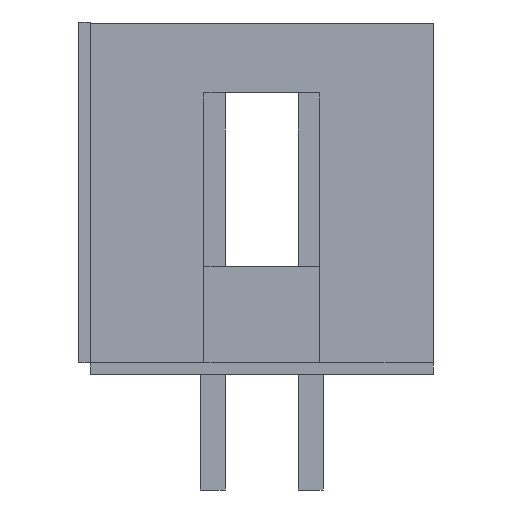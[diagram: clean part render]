
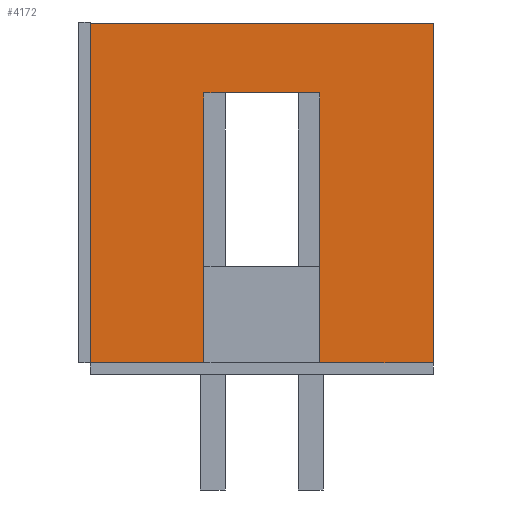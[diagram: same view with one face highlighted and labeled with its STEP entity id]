
A CAD part, left-side view. The second image highlights one B-rep face of the part: STEP entity #4172.
In plain terms, the highlighted planar face has unit normal (-1, 0, 0).
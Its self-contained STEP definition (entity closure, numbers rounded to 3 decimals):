
#4092 = ORIENTED_EDGE ( 'NONE', *, *, #4270, .T. ) ;
#4096 = ORIENTED_EDGE ( 'NONE', *, *, #4236, .T. ) ;
#4151 = VERTEX_POINT ( 'NONE', #11970 ) ;
#4153 = EDGE_CURVE ( 'NONE', #4151, #4167, #11954, .T. ) ;
#4154 = VERTEX_POINT ( 'NONE', #11963 ) ;
#4155 = ORIENTED_EDGE ( 'NONE', *, *, #4157, .F. ) ;
#4157 = EDGE_CURVE ( 'NONE', #4305, #4154, #11962, .T. ) ;
#4158 = ORIENTED_EDGE ( 'NONE', *, *, #4294, .T. ) ;
#4160 = EDGE_CURVE ( 'NONE', #4154, #4269, #12007, .T. ) ;
#4161 = ORIENTED_EDGE ( 'NONE', *, *, #4230, .T. ) ;
#4164 = EDGE_CURVE ( 'NONE', #4167, #4201, #11947, .T. ) ;
#4167 = VERTEX_POINT ( 'NONE', #12003 ) ;
#4170 = ORIENTED_EDGE ( 'NONE', *, *, #4160, .F. ) ;
#4171 = EDGE_LOOP ( 'NONE', ( #4173, #4092, #4170, #4155, #4158, #4096, #4161, #4226 ) ) ;
#4172 = ADVANCED_FACE ( 'NONE', ( #11984 ), #11741, .F. ) ;
#4173 = ORIENTED_EDGE ( 'NONE', *, *, #4164, .T. ) ;
#4201 = VERTEX_POINT ( 'NONE', #12116 ) ;
#4226 = ORIENTED_EDGE ( 'NONE', *, *, #4153, .T. ) ;
#4230 = EDGE_CURVE ( 'NONE', #4257, #4151, #12179, .T. ) ;
#4236 = EDGE_CURVE ( 'NONE', #4278, #4257, #12231, .T. ) ;
#4257 = VERTEX_POINT ( 'NONE', #12320 ) ;
#4269 = VERTEX_POINT ( 'NONE', #12306 ) ;
#4270 = EDGE_CURVE ( 'NONE', #4201, #4269, #12314, .T. ) ;
#4278 = VERTEX_POINT ( 'NONE', #12307 ) ;
#4294 = EDGE_CURVE ( 'NONE', #4305, #4278, #12348, .T. ) ;
#4305 = VERTEX_POINT ( 'NONE', #12404 ) ;
#11733 = DIRECTION ( 'NONE',  ( 1., 0., 0. ) ) ;
#11734 = CARTESIAN_POINT ( 'NONE',  ( 0., 0., 8.8 ) ) ;
#11741 = PLANE ( 'NONE',  #11748 ) ;
#11748 = AXIS2_PLACEMENT_3D ( 'NONE', #11734, #11733, #11754 ) ;
#11754 = DIRECTION ( 'NONE',  ( 0., 0., -1. ) ) ;
#11941 = DIRECTION ( 'NONE',  ( 0., -1., 0. ) ) ;
#11942 = VECTOR ( 'NONE', #11941, 1000. ) ;
#11943 = CARTESIAN_POINT ( 'NONE',  ( 0., 0., 7. ) ) ;
#11946 = CARTESIAN_POINT ( 'NONE',  ( 0., 2.95, 8.8 ) ) ;
#11947 = LINE ( 'NONE', #11946, #11992 ) ;
#11954 = LINE ( 'NONE', #11943, #11942 ) ;
#11961 = CARTESIAN_POINT ( 'NONE',  ( 0., 0., 8.8 ) ) ;
#11962 = LINE ( 'NONE', #11961, #12005 ) ;
#11963 = CARTESIAN_POINT ( 'NONE',  ( 0., 0., 8.8 ) ) ;
#11970 = CARTESIAN_POINT ( 'NONE',  ( 0., 5.95, 7. ) ) ;
#11984 = FACE_OUTER_BOUND ( 'NONE', #4171, .T. ) ;
#11991 = DIRECTION ( 'NONE',  ( 0., 0., -1. ) ) ;
#11992 = VECTOR ( 'NONE', #11991, 1000. ) ;
#12001 = DIRECTION ( 'NONE',  ( 0., 0., -1. ) ) ;
#12002 = VECTOR ( 'NONE', #12001, 1000. ) ;
#12003 = CARTESIAN_POINT ( 'NONE',  ( 0., 2.95, 7. ) ) ;
#12004 = DIRECTION ( 'NONE',  ( 0., -1., 0. ) ) ;
#12005 = VECTOR ( 'NONE', #12004, 1000. ) ;
#12006 = CARTESIAN_POINT ( 'NONE',  ( 0., 0., 8.8 ) ) ;
#12007 = LINE ( 'NONE', #12006, #12002 ) ;
#12116 = CARTESIAN_POINT ( 'NONE',  ( 0., 2.95, 0. ) ) ;
#12162 = VECTOR ( 'NONE', #12234, 1000. ) ;
#12179 = LINE ( 'NONE', #12195, #12162 ) ;
#12195 = CARTESIAN_POINT ( 'NONE',  ( 0., 5.95, 8.8 ) ) ;
#12218 = DIRECTION ( 'NONE',  ( 0., -1., 0. ) ) ;
#12219 = VECTOR ( 'NONE', #12218, 1000. ) ;
#12230 = CARTESIAN_POINT ( 'NONE',  ( 0., 0., 0. ) ) ;
#12231 = LINE ( 'NONE', #12230, #12219 ) ;
#12234 = DIRECTION ( 'NONE',  ( 0., 0., 1. ) ) ;
#12295 = DIRECTION ( 'NONE',  ( 0., -1., 0. ) ) ;
#12296 = VECTOR ( 'NONE', #12295, 1000. ) ;
#12306 = CARTESIAN_POINT ( 'NONE',  ( 0., 0., 0. ) ) ;
#12307 = CARTESIAN_POINT ( 'NONE',  ( 0., 8.9, 0. ) ) ;
#12313 = CARTESIAN_POINT ( 'NONE',  ( 0., 0., 0. ) ) ;
#12314 = LINE ( 'NONE', #12313, #12296 ) ;
#12320 = CARTESIAN_POINT ( 'NONE',  ( 0., 5.95, 0. ) ) ;
#12348 = LINE ( 'NONE', #12382, #12381 ) ;
#12380 = DIRECTION ( 'NONE',  ( 0., 0., -1. ) ) ;
#12381 = VECTOR ( 'NONE', #12380, 1000. ) ;
#12382 = CARTESIAN_POINT ( 'NONE',  ( 0., 8.9, 8.8 ) ) ;
#12404 = CARTESIAN_POINT ( 'NONE',  ( 0., 8.9, 8.8 ) ) ;
